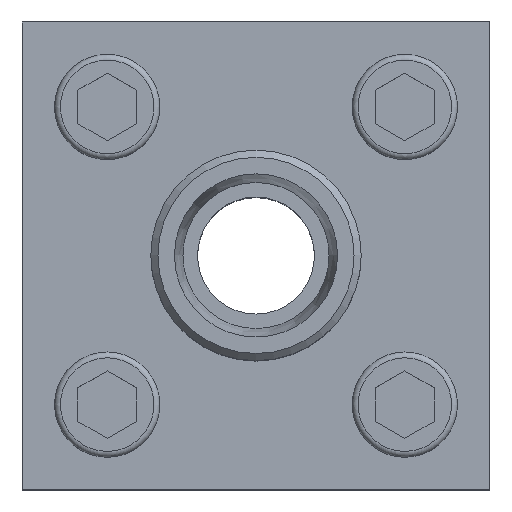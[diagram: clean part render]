
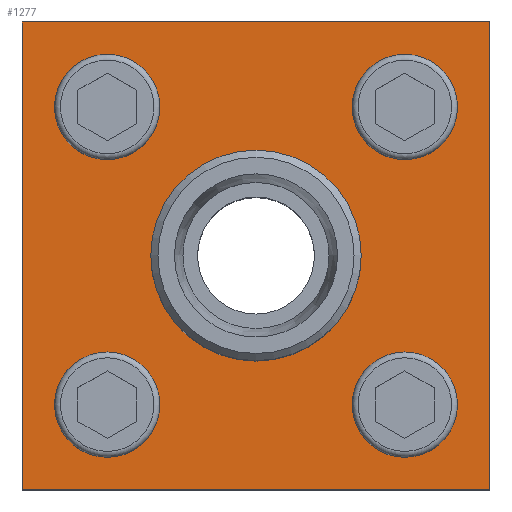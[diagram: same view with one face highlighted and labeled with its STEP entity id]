
A CAD part, top view. The second image highlights one B-rep face of the part: STEP entity #1277.
In plain terms, the highlighted planar face has unit normal (0, 0, 1).
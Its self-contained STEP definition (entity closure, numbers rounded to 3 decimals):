
#23=FACE_BOUND('',#270,.T.);
#24=FACE_BOUND('',#271,.T.);
#25=FACE_BOUND('',#272,.T.);
#26=FACE_BOUND('',#273,.T.);
#27=FACE_BOUND('',#274,.T.);
#44=PLANE('',#1388);
#187=FACE_OUTER_BOUND('',#269,.T.);
#269=EDGE_LOOP('',(#936,#937,#938,#939));
#270=EDGE_LOOP('',(#940));
#271=EDGE_LOOP('',(#941));
#272=EDGE_LOOP('',(#942));
#273=EDGE_LOOP('',(#943));
#274=EDGE_LOOP('',(#944));
#369=LINE('',#1935,#478);
#370=LINE('',#1937,#479);
#371=LINE('',#1939,#480);
#372=LINE('',#1940,#481);
#478=VECTOR('',#1543,1000.);
#479=VECTOR('',#1544,1000.);
#480=VECTOR('',#1545,1000.);
#481=VECTOR('',#1546,1000.);
#589=CIRCLE('',#1389,9.);
#590=CIRCLE('',#1390,9.);
#591=CIRCLE('',#1391,9.);
#592=CIRCLE('',#1392,9.);
#593=CIRCLE('',#1393,18.);
#650=VERTEX_POINT('',#1933);
#651=VERTEX_POINT('',#1934);
#652=VERTEX_POINT('',#1936);
#653=VERTEX_POINT('',#1938);
#654=VERTEX_POINT('',#1941);
#655=VERTEX_POINT('',#1943);
#656=VERTEX_POINT('',#1945);
#657=VERTEX_POINT('',#1947);
#658=VERTEX_POINT('',#1949);
#762=EDGE_CURVE('',#650,#651,#369,.T.);
#763=EDGE_CURVE('',#651,#652,#370,.T.);
#764=EDGE_CURVE('',#652,#653,#371,.T.);
#765=EDGE_CURVE('',#653,#650,#372,.T.);
#766=EDGE_CURVE('',#654,#654,#589,.T.);
#767=EDGE_CURVE('',#655,#655,#590,.T.);
#768=EDGE_CURVE('',#656,#656,#591,.T.);
#769=EDGE_CURVE('',#657,#657,#592,.T.);
#770=EDGE_CURVE('',#658,#658,#593,.T.);
#936=ORIENTED_EDGE('',*,*,#762,.T.);
#937=ORIENTED_EDGE('',*,*,#763,.T.);
#938=ORIENTED_EDGE('',*,*,#764,.T.);
#939=ORIENTED_EDGE('',*,*,#765,.T.);
#940=ORIENTED_EDGE('',*,*,#766,.T.);
#941=ORIENTED_EDGE('',*,*,#767,.T.);
#942=ORIENTED_EDGE('',*,*,#768,.T.);
#943=ORIENTED_EDGE('',*,*,#769,.T.);
#944=ORIENTED_EDGE('',*,*,#770,.F.);
#1277=ADVANCED_FACE('',(#187,#23,#24,#25,#26,#27),#44,.T.);
#1388=AXIS2_PLACEMENT_3D('',#1932,#1541,#1542);
#1389=AXIS2_PLACEMENT_3D('',#1942,#1547,#1548);
#1390=AXIS2_PLACEMENT_3D('',#1944,#1549,#1550);
#1391=AXIS2_PLACEMENT_3D('',#1946,#1551,#1552);
#1392=AXIS2_PLACEMENT_3D('',#1948,#1553,#1554);
#1393=AXIS2_PLACEMENT_3D('',#1950,#1555,#1556);
#1541=DIRECTION('center_axis',(0.,0.,1.));
#1542=DIRECTION('ref_axis',(1.,0.,0.));
#1543=DIRECTION('',(0.,-1.,0.));
#1544=DIRECTION('',(1.,0.,0.));
#1545=DIRECTION('',(0.,1.,0.));
#1546=DIRECTION('',(-1.,0.,0.));
#1547=DIRECTION('center_axis',(0.,0.,-1.));
#1548=DIRECTION('ref_axis',(-1.,0.,0.));
#1549=DIRECTION('center_axis',(0.,0.,-1.));
#1550=DIRECTION('ref_axis',(-1.,0.,0.));
#1551=DIRECTION('center_axis',(0.,0.,-1.));
#1552=DIRECTION('ref_axis',(-1.,0.,0.));
#1553=DIRECTION('center_axis',(0.,0.,-1.));
#1554=DIRECTION('ref_axis',(-1.,0.,0.));
#1555=DIRECTION('center_axis',(0.,0.,1.));
#1556=DIRECTION('ref_axis',(1.,0.,0.));
#1932=CARTESIAN_POINT('Origin',(0.,0.,28.));
#1933=CARTESIAN_POINT('',(-40.,40.,28.));
#1934=CARTESIAN_POINT('',(-40.,-40.,28.));
#1935=CARTESIAN_POINT('',(-40.,40.,28.));
#1936=CARTESIAN_POINT('',(40.,-40.,28.));
#1937=CARTESIAN_POINT('',(-40.,-40.,28.));
#1938=CARTESIAN_POINT('',(40.,40.,28.));
#1939=CARTESIAN_POINT('',(40.,-40.,28.));
#1940=CARTESIAN_POINT('',(40.,40.,28.));
#1941=CARTESIAN_POINT('',(-16.456,25.456,28.));
#1942=CARTESIAN_POINT('Origin',(-25.456,25.456,28.));
#1943=CARTESIAN_POINT('',(34.456,-25.456,28.));
#1944=CARTESIAN_POINT('Origin',(25.456,-25.456,28.));
#1945=CARTESIAN_POINT('',(-16.456,-25.456,28.));
#1946=CARTESIAN_POINT('Origin',(-25.456,-25.456,28.));
#1947=CARTESIAN_POINT('',(34.456,25.456,28.));
#1948=CARTESIAN_POINT('Origin',(25.456,25.456,28.));
#1949=CARTESIAN_POINT('',(18.,0.,28.));
#1950=CARTESIAN_POINT('Origin',(0.,0.,28.));
